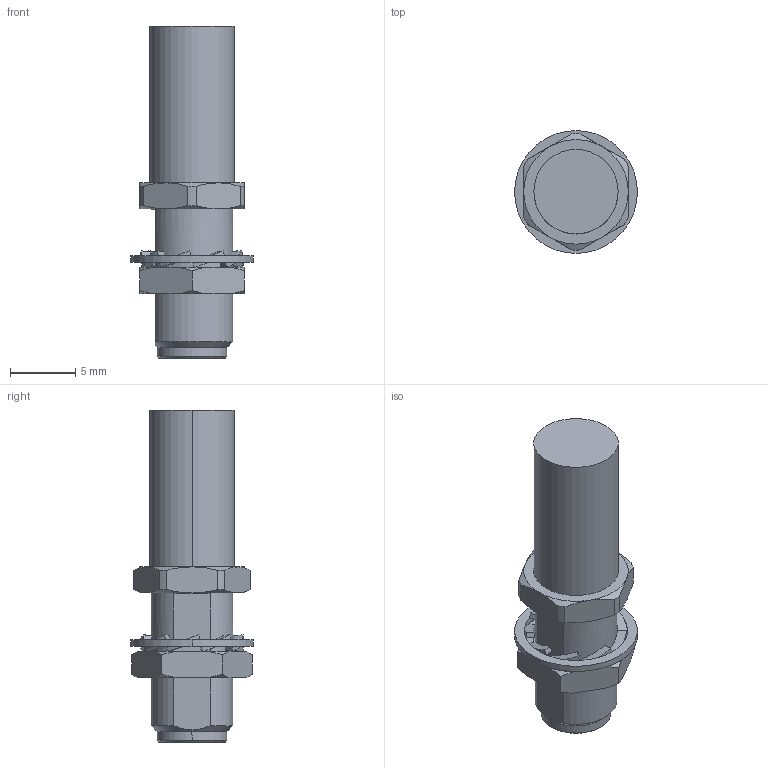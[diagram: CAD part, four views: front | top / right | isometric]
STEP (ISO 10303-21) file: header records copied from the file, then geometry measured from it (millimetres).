
FILE_DESCRIPTION (( 'STEP AP203' ), '1' );
FILE_NAME ('R124.314.120.STEP', '2014-07-07T08:27:19', ( 'adminradiall' ), ( 'Microsoft' ), 'SwSTEP 2.0', 'SolidWorks 2014', '' );
FILE_SCHEMA (( 'CONFIG_CONTROL_DESIGN' ));
Length unit declared in the file: millimetre
Products named in the file (1): R124.314.120
Bounding box: 9.4 x 9.4 x 25.39 mm (x, y, z)
Volume: 870.4 mm3; surface area: 834 mm2
Topology: 2 solids, 2 shells, 143 faces, 365 edges, 237 vertices
Faces by surface type: plane 60, cylinder 49, cone 34
Entity records: 4640 total; most frequent: CARTESIAN_POINT 1168, ORIENTED_EDGE 730, DIRECTION 695, EDGE_CURVE 365, AXIS2_PLACEMENT_3D 280, VERTEX_POINT 237, EDGE_LOOP 158, ADVANCED_FACE 143
